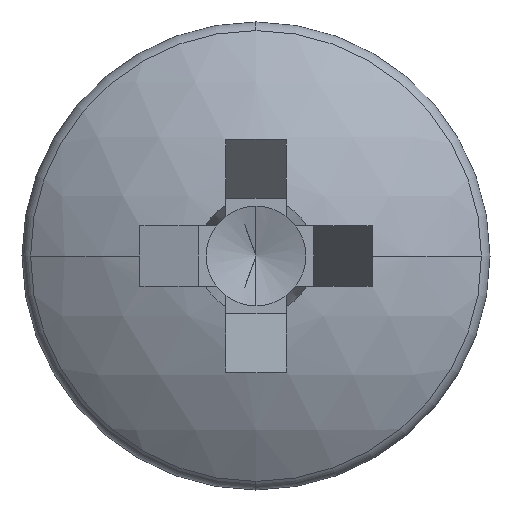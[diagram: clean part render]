
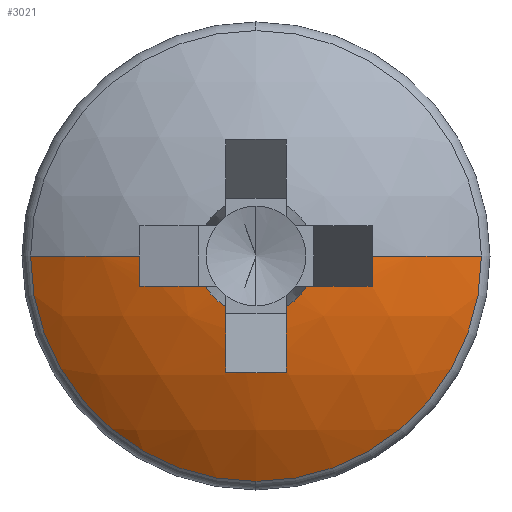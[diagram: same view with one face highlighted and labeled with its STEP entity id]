
A CAD part, left-side view. The second image highlights one B-rep face of the part: STEP entity #3021.
In plain terms, the highlighted spherical face has radius 6.5 mm.
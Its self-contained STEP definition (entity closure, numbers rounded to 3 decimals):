
#49 = CARTESIAN_POINT ( 'NONE',  ( 0.332, 1.985, -0.515 ) ) ;
#78 = CARTESIAN_POINT ( 'NONE',  ( 1.265, 0., 0. ) ) ;
#87 = EDGE_CURVE ( 'NONE', #3134, #948, #1960, .T. ) ;
#91 = DIRECTION ( 'NONE',  ( -1., 0., 0. ) ) ;
#115 = DIRECTION ( 'NONE',  ( 0., 0., 1. ) ) ;
#118 = ORIENTED_EDGE ( 'NONE', *, *, #2078, .F. ) ;
#133 = DIRECTION ( 'NONE',  ( 0., 0., -1. ) ) ;
#145 = AXIS2_PLACEMENT_3D ( 'NONE', #846, #3114, #2006 ) ;
#152 = DIRECTION ( 'NONE',  ( 0., 0., 1. ) ) ;
#180 = EDGE_CURVE ( 'NONE', #3363, #1612, #2452, .T. ) ;
#204 = CARTESIAN_POINT ( 'NONE',  ( 0.313, -1.994, 0. ) ) ;
#251 = CARTESIAN_POINT ( 'NONE',  ( 0.079, 0., 0. ) ) ;
#261 = AXIS2_PLACEMENT_3D ( 'NONE', #2098, #2940, #3216 ) ;
#304 = DIRECTION ( 'NONE',  ( 0., 0., -1. ) ) ;
#341 = AXIS2_PLACEMENT_3D ( 'NONE', #1525, #2094, #152 ) ;
#387 = DIRECTION ( 'NONE',  ( -1., 0., 0. ) ) ;
#398 = CARTESIAN_POINT ( 'NONE',  ( 6.5, 0., 0. ) ) ;
#405 = VERTEX_POINT ( 'NONE', #1671 ) ;
#419 = ORIENTED_EDGE ( 'NONE', *, *, #2337, .F. ) ;
#434 = CARTESIAN_POINT ( 'NONE',  ( 0.332, -0.515, -1.985 ) ) ;
#469 = EDGE_CURVE ( 'NONE', #476, #2167, #1622, .T. ) ;
#476 = VERTEX_POINT ( 'NONE', #49 ) ;
#535 = CARTESIAN_POINT ( 'NONE',  ( 6.064, 0., 0.874 ) ) ;
#559 = ORIENTED_EDGE ( 'NONE', *, *, #469, .T. ) ;
#606 = VERTEX_POINT ( 'NONE', #1310 ) ;
#610 = ORIENTED_EDGE ( 'NONE', *, *, #2216, .F. ) ;
#612 = DIRECTION ( 'NONE',  ( 0.895, 0.446, 0. ) ) ;
#727 = AXIS2_PLACEMENT_3D ( 'NONE', #1448, #3406, #1436 ) ;
#754 = AXIS2_PLACEMENT_3D ( 'NONE', #938, #3141, #612 ) ;
#846 = CARTESIAN_POINT ( 'NONE',  ( 6.5, 0.515, 0. ) ) ;
#915 = CARTESIAN_POINT ( 'NONE',  ( 1.265, 0., 0. ) ) ;
#938 = CARTESIAN_POINT ( 'NONE',  ( 6.064, 0.874, 0. ) ) ;
#948 = VERTEX_POINT ( 'NONE', #3526 ) ;
#972 = CIRCLE ( 'NONE', #727, 6.5 ) ;
#1106 = DIRECTION ( 'NONE',  ( 0.446, 0., -0.895 ) ) ;
#1117 = EDGE_CURVE ( 'NONE', #3363, #1374, #1133, .T. ) ;
#1133 = CIRCLE ( 'NONE', #2860, 6.426 ) ;
#1174 = ORIENTED_EDGE ( 'NONE', *, *, #1974, .F. ) ;
#1187 = CARTESIAN_POINT ( 'NONE',  ( 0.332, 0.515, -1.985 ) ) ;
#1194 = CIRCLE ( 'NONE', #3465, 6.48 ) ;
#1253 = ORIENTED_EDGE ( 'NONE', *, *, #3589, .T. ) ;
#1306 = AXIS2_PLACEMENT_3D ( 'NONE', #78, #387, #3426 ) ;
#1310 = CARTESIAN_POINT ( 'NONE',  ( 0.079, 0.515, -0.868 ) ) ;
#1339 = VERTEX_POINT ( 'NONE', #3460 ) ;
#1340 = DIRECTION ( 'NONE',  ( 1., 0., 0. ) ) ;
#1353 = CARTESIAN_POINT ( 'NONE',  ( 6.5, 0., 0. ) ) ;
#1374 = VERTEX_POINT ( 'NONE', #1187 ) ;
#1436 = DIRECTION ( 'NONE',  ( 1., 0., 0. ) ) ;
#1448 = CARTESIAN_POINT ( 'NONE',  ( 6.5, 0., 0. ) ) ;
#1473 = VERTEX_POINT ( 'NONE', #1524 ) ;
#1476 = ORIENTED_EDGE ( 'NONE', *, *, #1117, .T. ) ;
#1524 = CARTESIAN_POINT ( 'NONE',  ( 1.265, 3.853, 0. ) ) ;
#1525 = CARTESIAN_POINT ( 'NONE',  ( 6.5, -0.515, 0. ) ) ;
#1547 = ORIENTED_EDGE ( 'NONE', *, *, #1962, .F. ) ;
#1548 = CIRCLE ( 'NONE', #2650, 6.5 ) ;
#1577 = CARTESIAN_POINT ( 'NONE',  ( 0.079, -0.515, -0.868 ) ) ;
#1612 = VERTEX_POINT ( 'NONE', #1577 ) ;
#1622 = CIRCLE ( 'NONE', #2999, 6.426 ) ;
#1665 = DIRECTION ( 'NONE',  ( -0.895, 0., -0.446 ) ) ;
#1671 = CARTESIAN_POINT ( 'NONE',  ( 0.079, 0.868, -0.515 ) ) ;
#1688 = CARTESIAN_POINT ( 'NONE',  ( 1.265, 0., -3.853 ) ) ;
#1765 = AXIS2_PLACEMENT_3D ( 'NONE', #1353, #1892, #1911 ) ;
#1885 = EDGE_CURVE ( 'NONE', #948, #3436, #1548, .T. ) ;
#1888 = CIRCLE ( 'NONE', #3549, 3.853 ) ;
#1892 = DIRECTION ( 'NONE',  ( 0., 0., -1. ) ) ;
#1911 = DIRECTION ( 'NONE',  ( 0., 1., 0. ) ) ;
#1912 = CARTESIAN_POINT ( 'NONE',  ( 0.332, -1.985, -0.515 ) ) ;
#1960 = CIRCLE ( 'NONE', #1306, 3.853 ) ;
#1962 = EDGE_CURVE ( 'NONE', #476, #405, #1194, .T. ) ;
#1970 = VERTEX_POINT ( 'NONE', #1912 ) ;
#1974 = EDGE_CURVE ( 'NONE', #606, #1374, #3614, .T. ) ;
#1980 = FACE_OUTER_BOUND ( 'NONE', #2401, .T. ) ;
#2006 = DIRECTION ( 'NONE',  ( 0., 0., -1. ) ) ;
#2034 = CIRCLE ( 'NONE', #261, 6.48 ) ;
#2046 = DIRECTION ( 'NONE',  ( -1., 0., 0. ) ) ;
#2050 = ORIENTED_EDGE ( 'NONE', *, *, #87, .T. ) ;
#2078 = EDGE_CURVE ( 'NONE', #1339, #1970, #2034, .T. ) ;
#2094 = DIRECTION ( 'NONE',  ( 0., 1., 0. ) ) ;
#2098 = CARTESIAN_POINT ( 'NONE',  ( 6.5, 0., -0.515 ) ) ;
#2113 = AXIS2_PLACEMENT_3D ( 'NONE', #3170, #91, #3180 ) ;
#2167 = VERTEX_POINT ( 'NONE', #3198 ) ;
#2206 = DIRECTION ( 'NONE',  ( -1., 0., 0. ) ) ;
#2216 = EDGE_CURVE ( 'NONE', #405, #606, #3298, .T. ) ;
#2260 = CARTESIAN_POINT ( 'NONE',  ( 6.064, -0.874, 0. ) ) ;
#2337 = EDGE_CURVE ( 'NONE', #1612, #1339, #3511, .T. ) ;
#2401 = EDGE_LOOP ( 'NONE', ( #1253, #2050, #3535, #3596, #118, #419, #2921, #1476, #1174, #610, #1547, #559, #2521 ) ) ;
#2452 = CIRCLE ( 'NONE', #341, 6.48 ) ;
#2453 = DIRECTION ( 'NONE',  ( 0., 0., 1. ) ) ;
#2521 = ORIENTED_EDGE ( 'NONE', *, *, #2547, .F. ) ;
#2547 = EDGE_CURVE ( 'NONE', #1473, #2167, #972, .T. ) ;
#2619 = DIRECTION ( 'NONE',  ( 0., 1., 0. ) ) ;
#2650 = AXIS2_PLACEMENT_3D ( 'NONE', #398, #133, #2619 ) ;
#2860 = AXIS2_PLACEMENT_3D ( 'NONE', #535, #1106, #1665 ) ;
#2921 = ORIENTED_EDGE ( 'NONE', *, *, #180, .F. ) ;
#2940 = DIRECTION ( 'NONE',  ( 0., 0., 1. ) ) ;
#2999 = AXIS2_PLACEMENT_3D ( 'NONE', #2260, #3243, #3480 ) ;
#3021 = ADVANCED_FACE ( 'NONE', ( #1980 ), #3379, .T. ) ;
#3058 = AXIS2_PLACEMENT_3D ( 'NONE', #251, #2206, #304 ) ;
#3114 = DIRECTION ( 'NONE',  ( 0., -1., 0. ) ) ;
#3134 = VERTEX_POINT ( 'NONE', #1688 ) ;
#3141 = DIRECTION ( 'NONE',  ( 0.446, -0.895, 0. ) ) ;
#3170 = CARTESIAN_POINT ( 'NONE',  ( 0.079, 0., 0. ) ) ;
#3180 = DIRECTION ( 'NONE',  ( 0., 0., -1. ) ) ;
#3198 = CARTESIAN_POINT ( 'NONE',  ( 0.313, 1.994, 0. ) ) ;
#3216 = DIRECTION ( 'NONE',  ( 1., 0., 0. ) ) ;
#3243 = DIRECTION ( 'NONE',  ( 0.446, 0.895, 0. ) ) ;
#3289 = EDGE_CURVE ( 'NONE', #3436, #1970, #3602, .T. ) ;
#3298 = CIRCLE ( 'NONE', #3058, 1.009 ) ;
#3326 = CARTESIAN_POINT ( 'NONE',  ( 6.5, 0., -0.515 ) ) ;
#3363 = VERTEX_POINT ( 'NONE', #434 ) ;
#3379 = SPHERICAL_SURFACE ( 'NONE', #1765, 6.5 ) ;
#3406 = DIRECTION ( 'NONE',  ( 0., 0., 1. ) ) ;
#3426 = DIRECTION ( 'NONE',  ( 0., 0., 1. ) ) ;
#3436 = VERTEX_POINT ( 'NONE', #204 ) ;
#3460 = CARTESIAN_POINT ( 'NONE',  ( 0.079, -0.868, -0.515 ) ) ;
#3465 = AXIS2_PLACEMENT_3D ( 'NONE', #3326, #2453, #1340 ) ;
#3480 = DIRECTION ( 'NONE',  ( -0.895, 0.446, 0. ) ) ;
#3511 = CIRCLE ( 'NONE', #2113, 1.009 ) ;
#3526 = CARTESIAN_POINT ( 'NONE',  ( 1.265, -3.853, 0. ) ) ;
#3535 = ORIENTED_EDGE ( 'NONE', *, *, #1885, .T. ) ;
#3549 = AXIS2_PLACEMENT_3D ( 'NONE', #915, #2046, #115 ) ;
#3589 = EDGE_CURVE ( 'NONE', #1473, #3134, #1888, .T. ) ;
#3596 = ORIENTED_EDGE ( 'NONE', *, *, #3289, .T. ) ;
#3602 = CIRCLE ( 'NONE', #754, 6.426 ) ;
#3614 = CIRCLE ( 'NONE', #145, 6.48 ) ;
